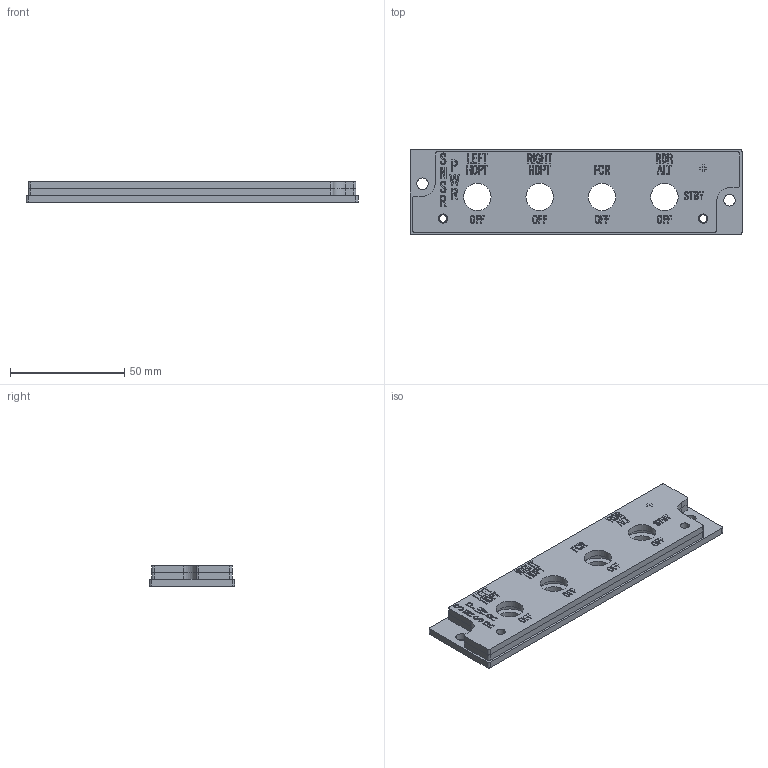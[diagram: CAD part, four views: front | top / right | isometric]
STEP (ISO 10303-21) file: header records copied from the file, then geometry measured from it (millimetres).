
FILE_DESCRIPTION(/* description */ (''),/* implementation_level */ '2;1');
FILE_NAME(/* name */ 'SNSR PWR.step',/* time_stamp */ '2024-04-05T18:51:05-04:00',/* author */ (''),/* organization */ (''),/* preprocessor_version */ 'ST-DEVELOPER v20',/* originating_system */ 'Autodesk Translation Framework v12.20.1.177',/* authorisation */ '');
FILE_SCHEMA (('AUTOMOTIVE_DESIGN { 1 0 10303 214 3 1 1 }'));
Length unit declared in the file: millimetre
Products named in the file (1): SNSR PWR
Bounding box: 145.5 x 37.3 x 9 mm (x, y, z)
Volume: 37966.3 mm3; surface area: 31503.9 mm2
Topology: 3 solids, 3 shells, 972 faces, 2646 edges, 1764 vertices
Faces by surface type: plane 535, bspline 359, cylinder 78
Full cylindrical faces by diameter (mm): 3.1 x34, 3.3 x2, 4 x4, 5 x2, 12 x8, 17 x4
Entity records: 34040 total; most frequent: CARTESIAN_POINT 11582, ORIENTED_EDGE 5292, DIRECTION 3296, EDGE_CURVE 2646, VERTEX_POINT 1764, LINE 1740, VECTOR 1740, EDGE_LOOP 1134
